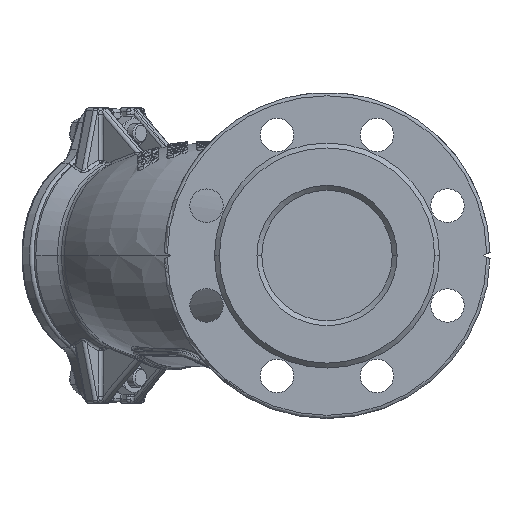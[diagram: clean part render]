
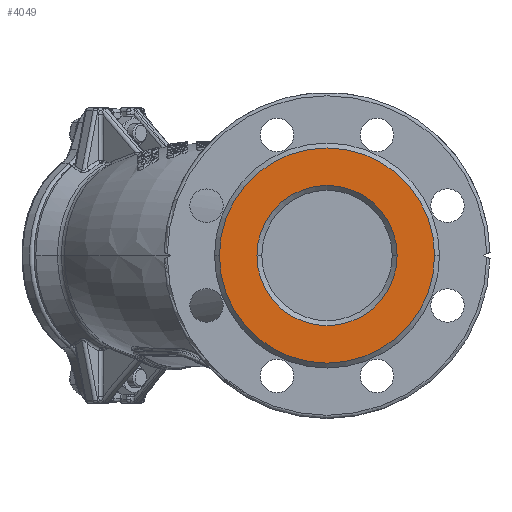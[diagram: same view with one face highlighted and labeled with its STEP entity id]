
A CAD part, left-side view. The second image highlights one B-rep face of the part: STEP entity #4049.
In plain terms, the highlighted planar face has unit normal (-1, 0, 0).
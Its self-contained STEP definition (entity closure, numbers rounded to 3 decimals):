
#158 = CIRCLE ( 'NONE', #6621, 43. ) ;
#162 = CIRCLE ( 'NONE', #6625, 66. ) ;
#3742 = FACE_BOUND ( 'NONE', #7722, .T. ) ;
#3747 = FACE_OUTER_BOUND ( 'NONE', #7720, .T. ) ;
#4049 = ADVANCED_FACE ( 'NONE', ( #3742, #3747 ), #40760, .T. ) ;
#6234 = AXIS2_PLACEMENT_3D ( 'NONE', #14791, #14792, #14793 ) ;
#6243 = AXIS2_PLACEMENT_3D ( 'NONE', #65870, #65872, #65875 ) ;
#6621 = AXIS2_PLACEMENT_3D ( 'NONE', #60624, #60626, #60628 ) ;
#6625 = AXIS2_PLACEMENT_3D ( 'NONE', #60651, #60653, #60655 ) ;
#7720 = EDGE_LOOP ( 'NONE', ( #62161, #62190 ) ) ;
#7722 = EDGE_LOOP ( 'NONE', ( #62088, #62192 ) ) ;
#14791 = CARTESIAN_POINT ( 'NONE',  ( -141.5, 0., 0. ) ) ;
#14792 = DIRECTION ( 'NONE',  ( 1., 0., 0. ) ) ;
#14793 = DIRECTION ( 'NONE',  ( 0., 1., 0. ) ) ;
#25671 = CARTESIAN_POINT ( 'NONE',  ( -141.5, 66., 0. ) ) ;
#25694 = CARTESIAN_POINT ( 'NONE',  ( -141.5, 43., 0. ) ) ;
#25701 = CARTESIAN_POINT ( 'NONE',  ( -141.5, -43., 0. ) ) ;
#25728 = CARTESIAN_POINT ( 'NONE',  ( -141.5, -66., 0. ) ) ;
#26585 = EDGE_CURVE ( 'NONE', #64063, #64123, #73260, .T. ) ;
#26603 = EDGE_CURVE ( 'NONE', #64096, #64089, #73289, .T. ) ;
#40760 = PLANE ( 'NONE',  #53024 ) ;
#40763 = CARTESIAN_POINT ( 'NONE',  ( -141.5, -50., -3. ) ) ;
#40774 = DIRECTION ( 'NONE',  ( -1., 0., 0. ) ) ;
#40776 = DIRECTION ( 'NONE',  ( 0., 0., 1. ) ) ;
#53024 = AXIS2_PLACEMENT_3D ( 'NONE', #40763, #40774, #40776 ) ;
#60624 = CARTESIAN_POINT ( 'NONE',  ( -141.5, 0., 0. ) ) ;
#60626 = DIRECTION ( 'NONE',  ( 1., 0., 0. ) ) ;
#60628 = DIRECTION ( 'NONE',  ( 0., 0., 1. ) ) ;
#60651 = CARTESIAN_POINT ( 'NONE',  ( -141.5, 0., 0. ) ) ;
#60653 = DIRECTION ( 'NONE',  ( 1., 0., 0. ) ) ;
#60655 = DIRECTION ( 'NONE',  ( 0., 1., 0. ) ) ;
#62088 = ORIENTED_EDGE ( 'NONE', *, *, #26603, .T. ) ;
#62161 = ORIENTED_EDGE ( 'NONE', *, *, #26585, .F. ) ;
#62190 = ORIENTED_EDGE ( 'NONE', *, *, #69872, .F. ) ;
#62192 = ORIENTED_EDGE ( 'NONE', *, *, #69864, .T. ) ;
#64063 = VERTEX_POINT ( 'NONE', #25671 ) ;
#64089 = VERTEX_POINT ( 'NONE', #25694 ) ;
#64096 = VERTEX_POINT ( 'NONE', #25701 ) ;
#64123 = VERTEX_POINT ( 'NONE', #25728 ) ;
#65870 = CARTESIAN_POINT ( 'NONE',  ( -141.5, 0., 0. ) ) ;
#65872 = DIRECTION ( 'NONE',  ( 1., 0., 0. ) ) ;
#65875 = DIRECTION ( 'NONE',  ( 0., 0., 1. ) ) ;
#69864 = EDGE_CURVE ( 'NONE', #64089, #64096, #158, .T. ) ;
#69872 = EDGE_CURVE ( 'NONE', #64123, #64063, #162, .T. ) ;
#73260 = CIRCLE ( 'NONE', #6234, 66. ) ;
#73289 = CIRCLE ( 'NONE', #6243, 43. ) ;
